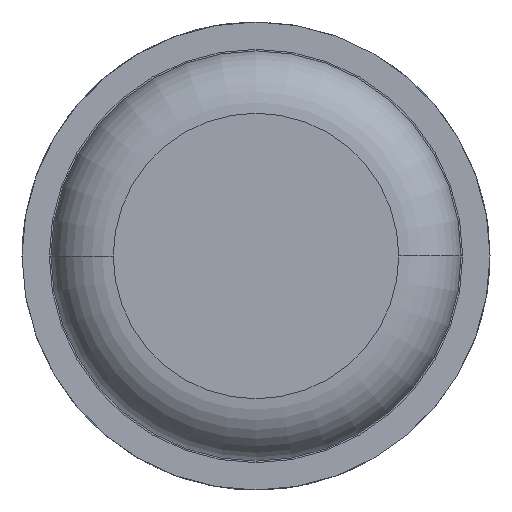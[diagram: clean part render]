
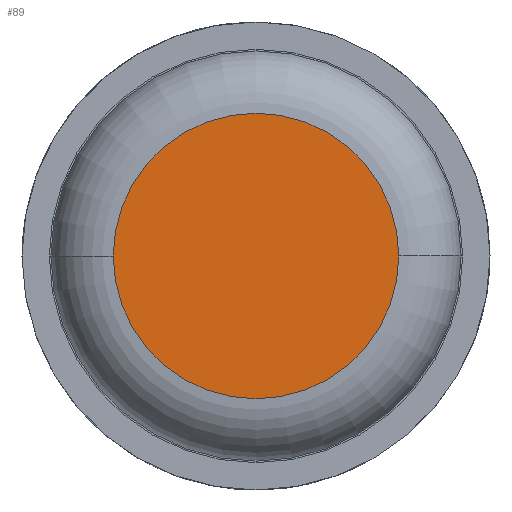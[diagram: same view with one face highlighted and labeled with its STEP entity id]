
A CAD part, front view. The second image highlights one B-rep face of the part: STEP entity #89.
In plain terms, the highlighted planar face has unit normal (0, -1, 0).
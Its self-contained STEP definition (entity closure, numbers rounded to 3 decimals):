
#57 = VERTEX_POINT ( 'NONE', #3479 ) ;
#89 = ADVANCED_FACE ( 'Defeature ausgef�hrt1_6', ( #473 ), #2342, .F. ) ;
#247 = CARTESIAN_POINT ( 'NONE',  ( 0., 0., 0. ) ) ;
#451 = CIRCLE ( 'NONE', #3838, 0.915 ) ;
#473 = FACE_OUTER_BOUND ( 'NONE', #1542, .T. ) ;
#546 = DIRECTION ( 'NONE',  ( 0., 1., 0. ) ) ;
#906 = DIRECTION ( 'NONE',  ( 0., -1., 0. ) ) ;
#1221 = CARTESIAN_POINT ( 'NONE',  ( 0., 0., 0. ) ) ;
#1257 = CARTESIAN_POINT ( 'NONE',  ( 0., 0., 0. ) ) ;
#1462 = EDGE_CURVE ( 'Defeature ausgef�hrt1_6+Defeature ausgef�hrt1_7+Defeature ausgef�hrt1_7+Defeature ausgef�hrt1_7', #57, #3632, #3589, .T. ) ;
#1502 = CARTESIAN_POINT ( 'NONE',  ( -0.915, 0., 0. ) ) ;
#1542 = EDGE_LOOP ( 'NONE', ( #2260, #1841 ) ) ;
#1583 = DIRECTION ( 'NONE',  ( -1., 0., 0. ) ) ;
#1605 = AXIS2_PLACEMENT_3D ( 'NONE', #1221, #906, #2110 ) ;
#1841 = ORIENTED_EDGE ( 'NONE', *, *, #1462, .T. ) ;
#2110 = DIRECTION ( 'NONE',  ( -1., 0., 0. ) ) ;
#2153 = AXIS2_PLACEMENT_3D ( 'NONE', #247, #546, #3523 ) ;
#2260 = ORIENTED_EDGE ( 'NONE', *, *, #2716, .T. ) ;
#2342 = PLANE ( 'NONE',  #2153 ) ;
#2716 = EDGE_CURVE ( 'Defeature ausgef�hrt1_6+Defeature ausgef�hrt1_7+Defeature ausgef�hrt1_7+Defeature ausgef�hrt1_7', #3632, #57, #451, .T. ) ;
#3333 = DIRECTION ( 'NONE',  ( 0., -1., 0. ) ) ;
#3479 = CARTESIAN_POINT ( 'NONE',  ( 0.915, 0., 0. ) ) ;
#3523 = DIRECTION ( 'NONE',  ( -1., 0., 0. ) ) ;
#3589 = CIRCLE ( 'NONE', #1605, 0.915 ) ;
#3632 = VERTEX_POINT ( 'NONE', #1502 ) ;
#3838 = AXIS2_PLACEMENT_3D ( 'NONE', #1257, #3333, #1583 ) ;
